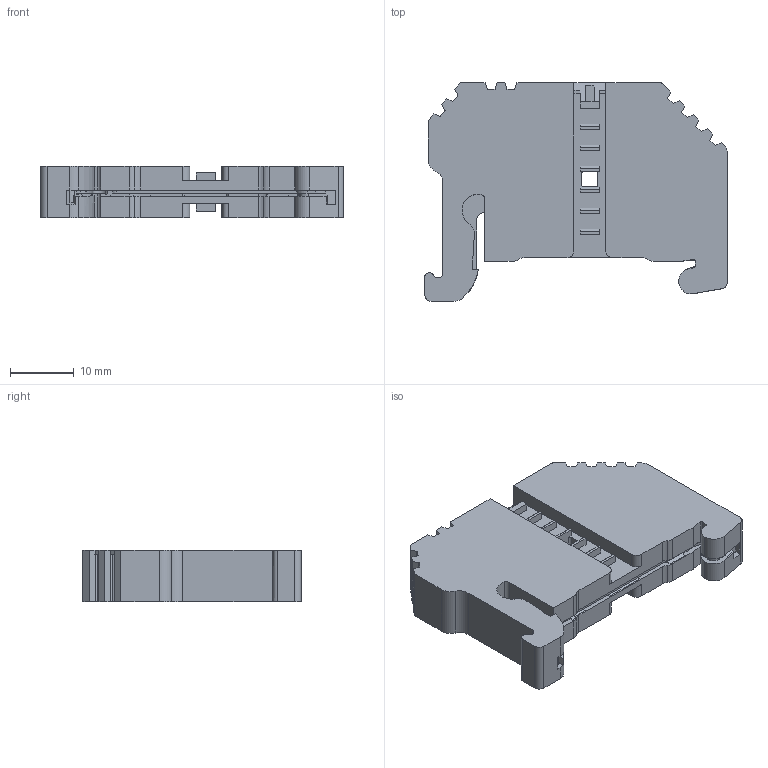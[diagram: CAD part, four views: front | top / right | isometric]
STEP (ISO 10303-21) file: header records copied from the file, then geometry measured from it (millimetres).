
FILE_DESCRIPTION (( 'STEP AP214' ), '1' );
FILE_NAME ('M017600.STEP', '2020-06-17T07:56:44', ( '' ), ( '' ), 'SwSTEP 2.0', 'SolidWorks 2020', '' );
FILE_SCHEMA (( 'AUTOMOTIVE_DESIGN' ));
Length unit declared in the file: millimetre
Products named in the file (1): M017600
Bounding box: 47.34 x 34.16 x 8 mm (x, y, z)
Volume: 9014.3 mm3; surface area: 5256.4 mm2
Topology: 1 solids, 3 shells, 437 faces, 1251 edges, 826 vertices
Faces by surface type: plane 296, cylinder 137, cone 4
Entity records: 18369 total; most frequent: CARTESIAN_POINT 2678, ORIENTED_EDGE 2502, DIRECTION 2373, EDGE_CURVE 1251, LINE 953, VECTOR 953, VERTEX_POINT 826, AXIS2_PLACEMENT_3D 710
